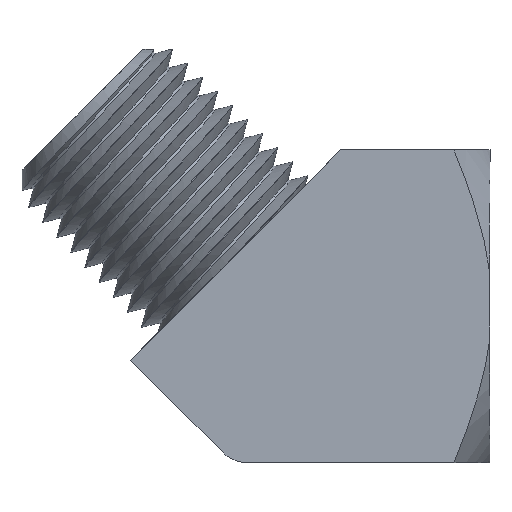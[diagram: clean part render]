
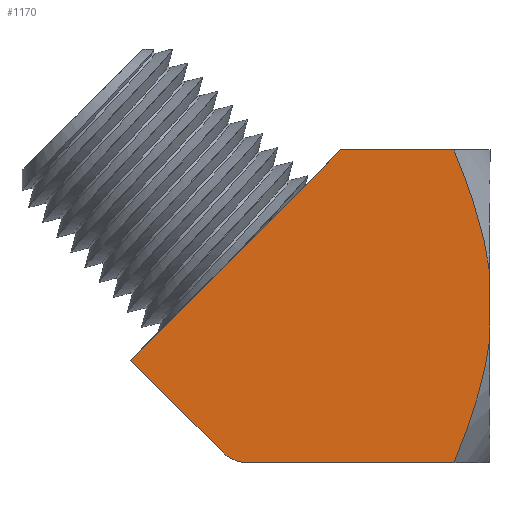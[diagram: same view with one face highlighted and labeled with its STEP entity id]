
A CAD part, front view. The second image highlights one B-rep face of the part: STEP entity #1170.
In plain terms, the highlighted face is planar.
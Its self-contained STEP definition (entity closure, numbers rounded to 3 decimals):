
#171=(
BOUNDED_CURVE()
B_SPLINE_CURVE(2,(#5744,#5745,#5746,#5747),.UNSPECIFIED.,.F.,.F.)
B_SPLINE_CURVE_WITH_KNOTS((3,1,3),(51.105,80.17,83.615),
 .UNSPECIFIED.)
CURVE()
GEOMETRIC_REPRESENTATION_ITEM()
RATIONAL_B_SPLINE_CURVE((5.324,6.096,6.376,
6.399))
REPRESENTATION_ITEM('')
);
#172=(
BOUNDED_CURVE()
B_SPLINE_CURVE(2,(#5749,#5750,#5751),.UNSPECIFIED.,.F.,.F.)
B_SPLINE_CURVE_WITH_KNOTS((3,3),(104.714,137.224),
 .UNSPECIFIED.)
CURVE()
GEOMETRIC_REPRESENTATION_ITEM()
RATIONAL_B_SPLINE_CURVE((6.399,6.187,5.324))
REPRESENTATION_ITEM('')
);
#178=PLANE('',#1256);
#227=FACE_OUTER_BOUND('',#294,.T.);
#294=EDGE_LOOP('',(#951,#952,#953,#954,#955,#956,#957,#958));
#323=LINE('',#1538,#381);
#328=LINE('',#1562,#386);
#373=LINE('',#5753,#431);
#374=LINE('',#5755,#432);
#375=LINE('',#5756,#433);
#381=VECTOR('',#1297,1000.);
#386=VECTOR('',#1310,1.);
#431=VECTOR('',#1461,1000.);
#432=VECTOR('',#1462,1000.);
#433=VECTOR('',#1463,1000.);
#437=CIRCLE('',#1198,1.5);
#462=VERTEX_POINT('',#1522);
#463=VERTEX_POINT('',#1524);
#466=VERTEX_POINT('',#1534);
#473=VERTEX_POINT('',#1559);
#474=VERTEX_POINT('',#1561);
#569=VERTEX_POINT('',#5748);
#570=VERTEX_POINT('',#5752);
#571=VERTEX_POINT('',#5754);
#581=EDGE_CURVE('',#462,#463,#437,.T.);
#586=EDGE_CURVE('',#462,#466,#323,.T.);
#595=EDGE_CURVE('',#474,#473,#328,.T.);
#729=EDGE_CURVE('',#466,#474,#171,.T.);
#730=EDGE_CURVE('',#473,#569,#172,.T.);
#731=EDGE_CURVE('',#570,#569,#373,.T.);
#732=EDGE_CURVE('',#570,#571,#374,.T.);
#733=EDGE_CURVE('',#571,#463,#375,.T.);
#951=ORIENTED_EDGE('',*,*,#581,.F.);
#952=ORIENTED_EDGE('',*,*,#586,.T.);
#953=ORIENTED_EDGE('',*,*,#729,.T.);
#954=ORIENTED_EDGE('',*,*,#595,.T.);
#955=ORIENTED_EDGE('',*,*,#730,.T.);
#956=ORIENTED_EDGE('',*,*,#731,.F.);
#957=ORIENTED_EDGE('',*,*,#732,.T.);
#958=ORIENTED_EDGE('',*,*,#733,.T.);
#1170=ADVANCED_FACE('',(#227),#178,.T.);
#1198=AXIS2_PLACEMENT_3D('',#1525,#1291,#1292);
#1256=AXIS2_PLACEMENT_3D('',#5743,#1459,#1460);
#1291=DIRECTION('center_axis',(0.,0.,
-1.));
#1292=DIRECTION('ref_axis',(-0.383,-0.924,0.));
#1297=DIRECTION('',(1.,0.,0.));
#1310=DIRECTION('',(0.,1.,0.));
#1459=DIRECTION('center_axis',(0.,0.,
1.));
#1460=DIRECTION('ref_axis',(0.707,0.707,0.));
#1461=DIRECTION('',(1.,0.,0.));
#1462=DIRECTION('',(-0.707,-0.707,0.));
#1463=DIRECTION('',(0.707,-0.707,0.));
#1522=CARTESIAN_POINT('',(-11.135,-7.144,6.994));
#1524=CARTESIAN_POINT('',(-12.196,-6.704,6.994));
#1525=CARTESIAN_POINT('Origin',(-11.135,-5.644,6.994));
#1534=CARTESIAN_POINT('',(-1.647,-7.144,6.994));
#1538=CARTESIAN_POINT('',(-27.613,-7.144,6.994));
#1559=CARTESIAN_POINT('',(0.,1.456,6.994));
#1561=CARTESIAN_POINT('',(0.,-1.456,6.994));
#1562=CARTESIAN_POINT('',(0.,0.,6.994));
#5743=CARTESIAN_POINT('Origin',(-27.613,7.144,6.994));
#5744=CARTESIAN_POINT('Ctrl Pts',(-1.647,-7.144,6.994));
#5745=CARTESIAN_POINT('Ctrl Pts',(-0.406,-4.134,6.994));
#5746=CARTESIAN_POINT('Ctrl Pts',(-0.029,-1.7,
6.994));
#5747=CARTESIAN_POINT('Ctrl Pts',(0.,-1.456,6.994));
#5748=CARTESIAN_POINT('',(-1.647,7.144,6.994));
#5749=CARTESIAN_POINT('Ctrl Pts',(0.,1.456,
6.994));
#5750=CARTESIAN_POINT('Ctrl Pts',(-0.279,3.827,6.994));
#5751=CARTESIAN_POINT('Ctrl Pts',(-1.647,7.144,6.994));
#5752=CARTESIAN_POINT('',(-6.819,7.144,6.994));
#5753=CARTESIAN_POINT('',(-27.613,7.144,6.994));
#5754=CARTESIAN_POINT('',(-16.431,-2.469,6.994));
#5755=CARTESIAN_POINT('',(-11.807,2.155,6.994));
#5756=CARTESIAN_POINT('',(-16.431,-2.469,6.994));
